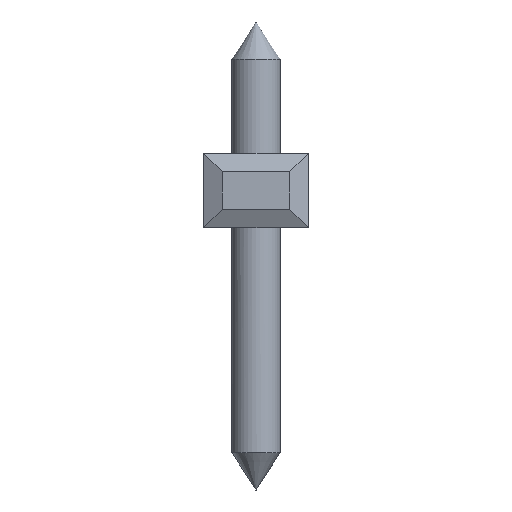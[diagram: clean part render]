
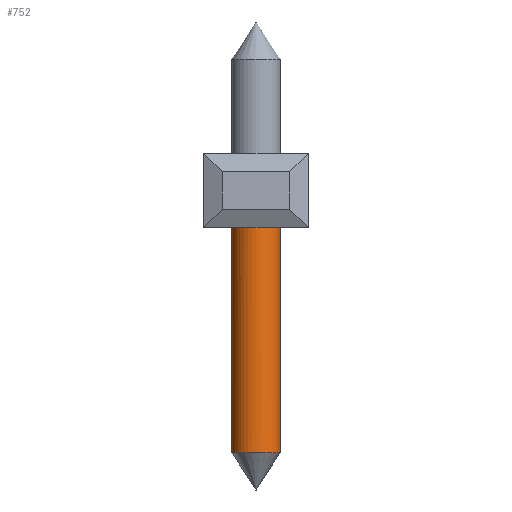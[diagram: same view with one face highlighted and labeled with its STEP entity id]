
A CAD part, left-side view. The second image highlights one B-rep face of the part: STEP entity #752.
In plain terms, the highlighted cylindrical face has radius 0.65 mm (diameter 1.3 mm), a full revolution.
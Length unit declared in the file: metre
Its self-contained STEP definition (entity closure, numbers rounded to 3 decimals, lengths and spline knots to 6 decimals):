
#752=ADVANCED_FACE('',(#1563,#1564),#1565,.T.);
#1563=FACE_OUTER_BOUND('',#2434,.T.);
#1564=FACE_OUTER_BOUND('',#2435,.T.);
#1565=CYLINDRICAL_SURFACE('',#2436,0.00065);
#2434=EDGE_LOOP('',(#4603));
#2435=EDGE_LOOP('',(#4604));
#2436=AXIS2_PLACEMENT_3D('',#4605,#4606,#4607);
#4603=ORIENTED_EDGE('',*,*,#4931,.F.);
#4604=ORIENTED_EDGE('',*,*,#5608,.F.);
#4605=CARTESIAN_POINT('',(-0.00435,-0.03326,0.0025));
#4606=DIRECTION('',(0.0,0.,-1.0));
#4607=DIRECTION('',(-1.0,0.0,0.0));
#4931=EDGE_CURVE('',#5848,#5848,#5849,.T.);
#5608=EDGE_CURVE('',#6806,#6806,#6807,.T.);
#5848=VERTEX_POINT('',#7118);
#5849=CIRCLE('',#7119,0.00065);
#6806=VERTEX_POINT('',#8536);
#6807=CIRCLE('',#8537,0.00065);
#7118=CARTESIAN_POINT('',(-0.00435,-0.03391,-0.0018));
#7119=AXIS2_PLACEMENT_3D('',#8703,#8704,#8705);
#8536=CARTESIAN_POINT('',(-0.00396,-0.03274,-0.008));
#8537=AXIS2_PLACEMENT_3D('',#9217,#9218,#9219);
#8703=CARTESIAN_POINT('',(-0.00435,-0.03326,-0.0018));
#8704=DIRECTION('',(0.0,0.,1.0));
#8705=DIRECTION('',(0.0,-1.0,0.));
#9217=CARTESIAN_POINT('',(-0.00435,-0.03326,-0.008));
#9218=DIRECTION('',(0.,0.,-1.0));
#9219=DIRECTION('',(0.6,0.8,0.));
